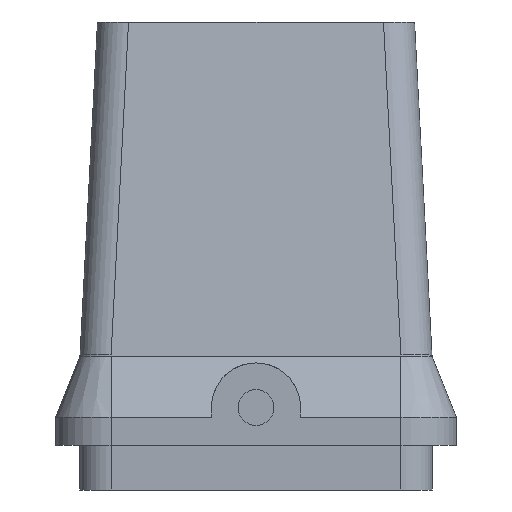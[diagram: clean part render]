
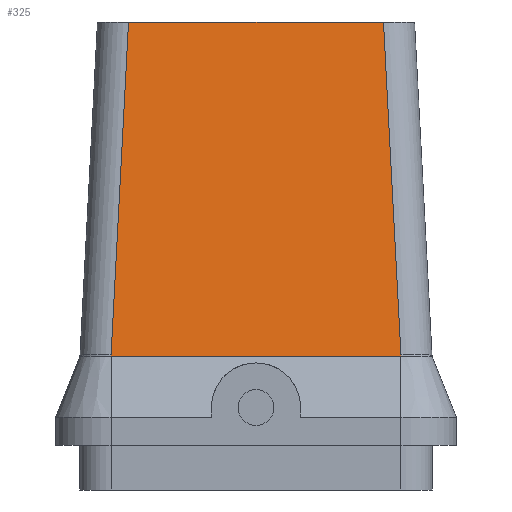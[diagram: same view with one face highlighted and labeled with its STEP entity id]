
A CAD part, left-side view. The second image highlights one B-rep face of the part: STEP entity #325.
In plain terms, the highlighted planar face has unit normal (-0.994, 0, 0.113).
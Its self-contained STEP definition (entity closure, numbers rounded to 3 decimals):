
#325 = ADVANCED_FACE( '', ( #774 ), #775, .F. );
#774 = FACE_OUTER_BOUND( '', #1357, .T. );
#775 = PLANE( '', #1358 );
#1357 = EDGE_LOOP( '', ( #2736, #2737, #2738, #2739, #2740, #2741, #2742, #2743 ) );
#1358 = AXIS2_PLACEMENT_3D( '', #2744, #2745, #2746 );
#2736 = ORIENTED_EDGE( '', *, *, #3987, .F. );
#2737 = ORIENTED_EDGE( '', *, *, #3967, .T. );
#2738 = ORIENTED_EDGE( '', *, *, #4107, .T. );
#2739 = ORIENTED_EDGE( '', *, *, #4108, .T. );
#2740 = ORIENTED_EDGE( '', *, *, #4102, .T. );
#2741 = ORIENTED_EDGE( '', *, *, #3942, .F. );
#2742 = ORIENTED_EDGE( '', *, *, #4109, .F. );
#2743 = ORIENTED_EDGE( '', *, *, #3970, .F. );
#2744 = CARTESIAN_POINT( '', ( -60.5, 124.121, 20. ) );
#2745 = DIRECTION( '', ( 0.994, 0., -0.113 ) );
#2746 = DIRECTION( '', ( -0.113, 0., -0.994 ) );
#3942 = EDGE_CURVE( '', #4647, #4648, #4649, .T. );
#3967 = EDGE_CURVE( '', #4684, #4688, #4690, .F. );
#3970 = EDGE_CURVE( '', #4693, #4695, #4696, .F. );
#3987 = EDGE_CURVE( '', #4684, #4693, #4724, .T. );
#4102 = EDGE_CURVE( '', #4898, #4648, #4908, .T. );
#4107 = EDGE_CURVE( '', #4688, #4913, #4914, .T. );
#4108 = EDGE_CURVE( '', #4913, #4898, #4915, .T. );
#4109 = EDGE_CURVE( '', #4695, #4647, #4916, .T. );
#4647 = VERTEX_POINT( '', #5726 );
#4648 = VERTEX_POINT( '', #5727 );
#4649 = LINE( '', #5728, #5729 );
#4684 = VERTEX_POINT( '', #5849 );
#4688 = VERTEX_POINT( '', #5854 );
#4690 = LINE( '', #5856, #5857 );
#4693 = VERTEX_POINT( '', #5860 );
#4695 = VERTEX_POINT( '', #5862 );
#4696 = LINE( '', #5863, #5864 );
#4724 = LINE( '', #5901, #5902 );
#4898 = VERTEX_POINT( '', #6194 );
#4908 = LINE( '', #6209, #6210 );
#4913 = VERTEX_POINT( '', #6217 );
#4914 = B_SPLINE_CURVE_WITH_KNOTS( '', 3, ( #6218, #6219, #6220, #6221 ), .UNSPECIFIED., .F., .F., ( 4, 4 ), ( 0., 0. ), .UNSPECIFIED. );
#4915 = LINE( '', #6222, #6223 );
#4916 = B_SPLINE_CURVE_WITH_KNOTS( '', 3, ( #6224, #6225, #6226, #6227 ), .UNSPECIFIED., .F., .F., ( 4, 4 ), ( 0., 0. ), .UNSPECIFIED. );
#5726 = CARTESIAN_POINT( '', ( -60.5, -32.545, 20. ) );
#5727 = CARTESIAN_POINT( '', ( -60.5, -32.5, 20. ) );
#5728 = CARTESIAN_POINT( '', ( -60.5, -124.121, 20. ) );
#5729 = VECTOR( '', #7173, 1000. );
#5849 = CARTESIAN_POINT( '', ( -52., 28.601, 95. ) );
#5854 = CARTESIAN_POINT( '', ( -60.452, 32.51, 20.422 ) );
#5856 = CARTESIAN_POINT( '', ( -60.541, 32.551, 19.64 ) );
#5857 = VECTOR( '', #7203, 1000. );
#5860 = CARTESIAN_POINT( '', ( -52., -28.601, 95. ) );
#5862 = CARTESIAN_POINT( '', ( -60.452, -32.51, 20.422 ) );
#5863 = CARTESIAN_POINT( '', ( -60.541, -32.551, 19.64 ) );
#5864 = VECTOR( '', #7207, 1000. );
#5901 = CARTESIAN_POINT( '', ( -52., 0., 95. ) );
#5902 = VECTOR( '', #7229, 1000. );
#6194 = CARTESIAN_POINT( '', ( -60.5, 32.5, 20. ) );
#6209 = CARTESIAN_POINT( '', ( -60.5, 124.121, 20. ) );
#6210 = VECTOR( '', #7362, 1000. );
#6217 = CARTESIAN_POINT( '', ( -60.5, 32.545, 20. ) );
#6218 = CARTESIAN_POINT( '', ( -60.452, 32.51, 20.422 ) );
#6219 = CARTESIAN_POINT( '', ( -60.468, 32.517, 20.281 ) );
#6220 = CARTESIAN_POINT( '', ( -60.484, 32.529, 20.14 ) );
#6221 = CARTESIAN_POINT( '', ( -60.5, 32.545, 20. ) );
#6222 = CARTESIAN_POINT( '', ( -60.5, 124.121, 20. ) );
#6223 = VECTOR( '', #7365, 1000. );
#6224 = CARTESIAN_POINT( '', ( -60.452, -32.51, 20.422 ) );
#6225 = CARTESIAN_POINT( '', ( -60.468, -32.517, 20.281 ) );
#6226 = CARTESIAN_POINT( '', ( -60.484, -32.529, 20.14 ) );
#6227 = CARTESIAN_POINT( '', ( -60.5, -32.545, 20. ) );
#7173 = DIRECTION( '', ( 0., 1., 0. ) );
#7203 = DIRECTION( '', ( 0.112, -0.052, 0.992 ) );
#7207 = DIRECTION( '', ( 0.112, 0.052, 0.992 ) );
#7229 = DIRECTION( '', ( 0., -1., 0. ) );
#7362 = DIRECTION( '', ( 0., -1., 0. ) );
#7365 = DIRECTION( '', ( 0., -1., 0. ) );
